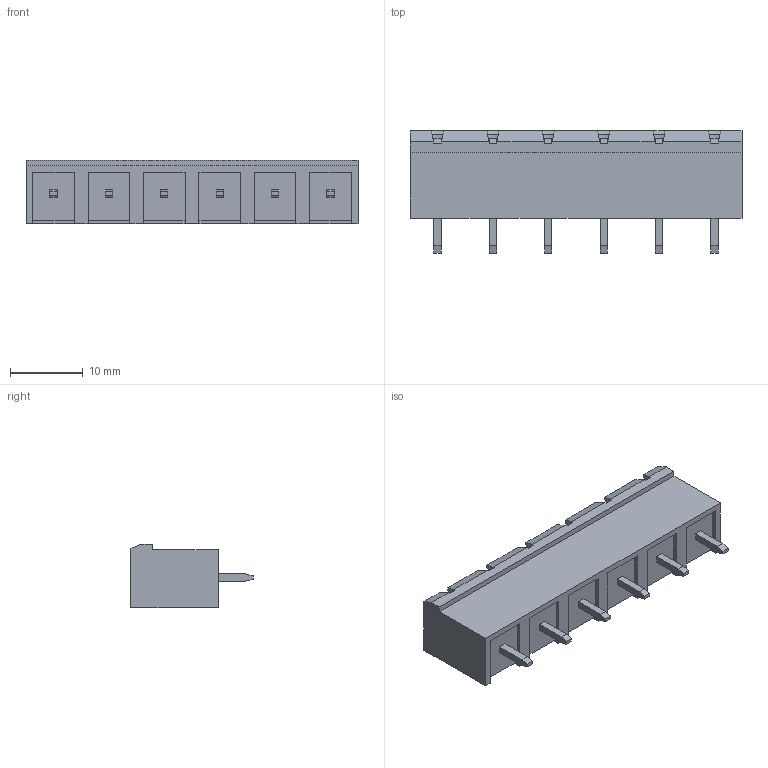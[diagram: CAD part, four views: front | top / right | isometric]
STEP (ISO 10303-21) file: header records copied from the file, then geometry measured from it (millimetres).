
FILE_DESCRIPTION (( 'STEP AP203' ), '1' );
FILE_NAME ('SOKETLI BASKILI DEVRE KLEMENSI - 7,62 MM ERKEK 180 - 6 LI.STEP', '2018-09-24T09:04:39', ( 'user' ), ( '' ), 'SwSTEP 2.0', 'SolidWorks 2016', '' );
FILE_SCHEMA (( 'CONFIG_CONTROL_DESIGN' ));
Length unit declared in the file: millimetre
Products named in the file (1): SOKETLI BASKILI DEVRE KLEMENSI  - 7,62 MM ERKEK 180 - 6 LI
Bounding box: 45.66 x 16.8 x 8.8 mm (x, y, z)
Volume: 1999.9 mm3; surface area: 4400.5 mm2
Topology: 1 solids, 1 shells, 461 faces, 1293 edges, 858 vertices
Faces by surface type: plane 385, cylinder 70, cone 6
Entity records: 14758 total; most frequent: CARTESIAN_POINT 2649, ORIENTED_EDGE 2586, DIRECTION 2363, EDGE_CURVE 1293, LINE 1123, VECTOR 1123, VERTEX_POINT 858, AXIS2_PLACEMENT_3D 620
